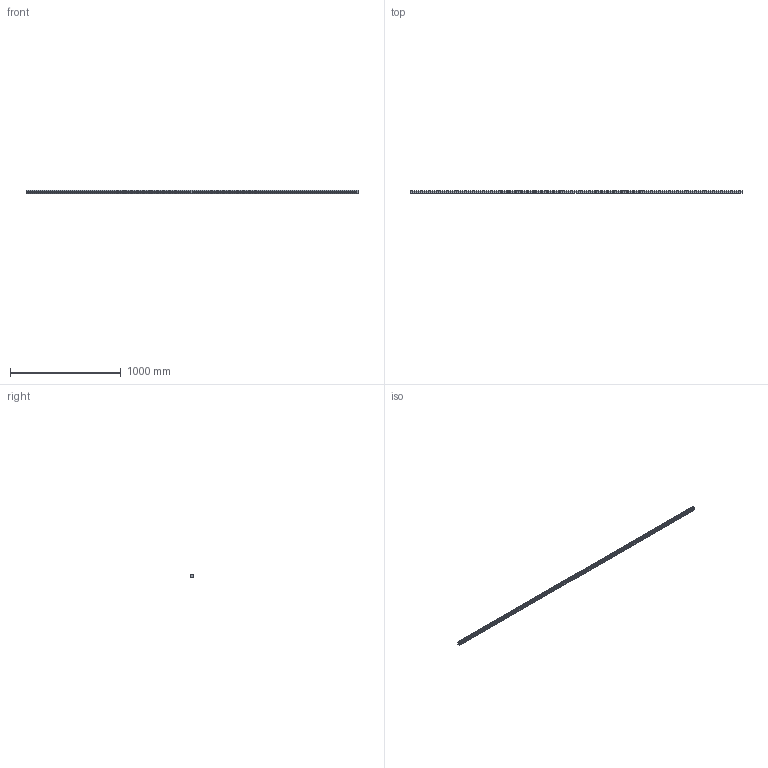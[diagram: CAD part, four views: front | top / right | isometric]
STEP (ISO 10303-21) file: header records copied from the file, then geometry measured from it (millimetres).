
FILE_DESCRIPTION(/* description */ ('STEP AP214'),/* implementation_level */ '2;1');
FILE_NAME(/* name */ 'HSR30-3000L(GK) RAIL(20)',/* time_stamp */ '2023-02-06T12:51:33+01:00',/* author */ ('License CC BY-ND 4.0'),/* organization */ ('CADENAS'),/* preprocessor_version */ 'ST-DEVELOPER v18.102',/* originating_system */ 'PARTsolutions',/* authorisation */ ' ');
FILE_SCHEMA (('AUTOMOTIVE_DESIGN {1 0 10303 214 3 1 1}'));
Length unit declared in the file: millimetre
Products named in the file (1): HSR30-3000L(GK) RAIL(20)
Bounding box: 3000 x 26 x 28 mm (x, y, z)
Volume: 1752692.2 mm3; surface area: 365802.3 mm2
Topology: 1 solids, 1 shells, 262 faces, 780 edges, 520 vertices
Faces by surface type: plane 182, cylinder 80
Full cylindrical faces by diameter (mm): 9 x38, 14 x38
Entity records: 8490 total; most frequent: DIRECTION 1618, CARTESIAN_POINT 1411, ORIENTED_EDGE 1332, AXIS2_PLACEMENT_3D 689, EDGE_CURVE 666, VERTEX_POINT 482, EDGE_LOOP 414, FACE_BOUND 414
